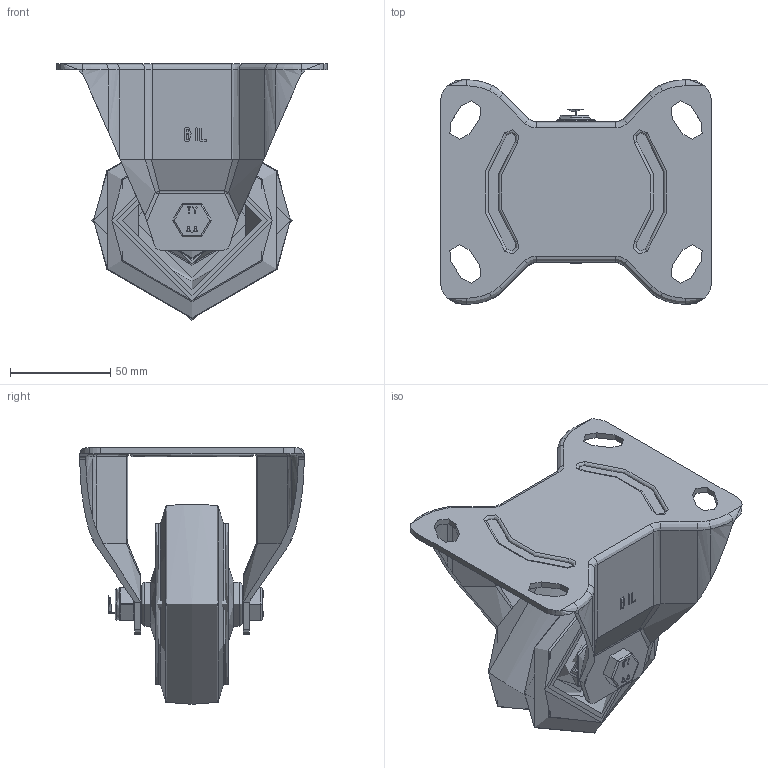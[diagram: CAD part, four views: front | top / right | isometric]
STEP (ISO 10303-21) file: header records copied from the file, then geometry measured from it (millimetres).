
FILE_DESCRIPTION(/* description */ (''),/* implementation_level */ '2;1');
FILE_NAME(/* name */ 'BZEHF100SRNBJLP.step',/* time_stamp */ '2025-05-06T10:52:56+01:00',/* author */ (''),/* organization */ (''),/* preprocessor_version */ 'ST-DEVELOPER v20.1',/* originating_system */ 'Autodesk Translation Framework v14.4.0.0',/* authorisation */ '');
FILE_SCHEMA (('AUTOMOTIVE_DESIGN { 1 0 10303 214 3 1 1 }'));
Length unit declared in the file: millimetre
Products named in the file (24): BZEHF100SRNBJLP; BZEHF100ASLP v1; ZINC PLATED, PRESSED STEEL BRACKET; BZH100WSRNBJM10 v1; BZMM100WSRNBJ; 65 SHORE A ELASTIC RUBBER TYRE; NYLON RIM; BEARING 6202; METAL; METAL2; Pattern; Component1; MIDDLE; RUBBER; RUBBER2; HUBCAPM10X49RN; HUBCAPM10X49RN (1); HUB CAP; HEXBOLTM10X70Z8.8 v2; GRADE 8.8 THREADED ZINC PLATED BOLT; NYLOCM10Z v1; NYLOC NUT; RUBBER (1); NUT
Assembly tree (31 placements, depth 6):
  BZEHF100SRNBJLP
    BZEHF100ASLP v1
      ZINC PLATED, PRESSED STEEL BRACKET
    BZH100WSRNBJM10 v1
      BZMM100WSRNBJ
        65 SHORE A ELASTIC RUBBER TYRE
        NYLON RIM
        BEARING 6202
          METAL
          METAL2
          Pattern
            Component1  x8
          MIDDLE
          RUBBER
          RUBBER2
      HUBCAPM10X49RN
        HUB CAP
      HUBCAPM10X49RN (1)
        HUB CAP
    HEXBOLTM10X70Z8.8 v2
      GRADE 8.8 THREADED ZINC PLATED BOLT
    NYLOCM10Z v1
      NYLOC NUT
        RUBBER (1)
        NUT
Bounding box: 135 x 112 x 128 mm (x, y, z)
Volume: 266899.2 mm3; surface area: 134715.9 mm2
Topology: 21 solids, 21 shells, 832 faces, 2048 edges, 1324 vertices
Faces by surface type: plane 298, bspline 217, cylinder 214, torus 53, sphere 36, cone 14
Full cylindrical faces by diameter (mm): 8.141 x18, 9.85 x19, 10 x3, 10.2 x4, 12 x2, 14.9 x2, 15 x1, 16 x2, 18 x1, 19 x2, 20 x4, 22 x2, 22.5 x2, 23 x2, 26 x2, 28 x2, 30 x4, 30.5 x2, 31 x4, 32 x1, 33 x2, 35 x4, 37 x2, 38.5 x2, 40 x2, 43 x2, 75 x2, 80 x2
Entity records: 36234 total; most frequent: CARTESIAN_POINT 17699, ORIENTED_EDGE 3940, DIRECTION 3245, EDGE_CURVE 1970, VERTEX_POINT 1287, AXIS2_PLACEMENT_3D 1197, EDGE_LOOP 949, LINE 851
